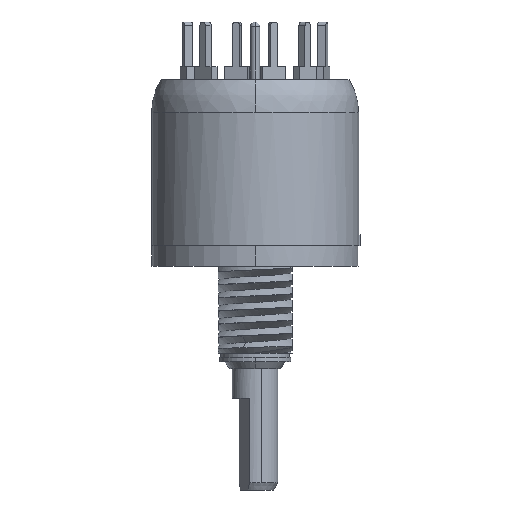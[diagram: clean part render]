
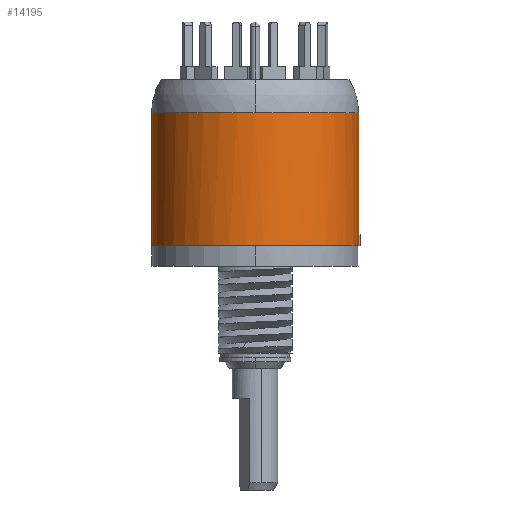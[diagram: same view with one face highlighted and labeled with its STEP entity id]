
A CAD part, front view. The second image highlights one B-rep face of the part: STEP entity #14195.
In plain terms, the highlighted cylindrical face has radius 7.163 mm (diameter 14.326 mm), a partial arc.
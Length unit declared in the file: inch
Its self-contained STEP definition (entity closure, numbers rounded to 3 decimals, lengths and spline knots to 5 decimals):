
#2237=CARTESIAN_POINT('',(0.,0.,0.325));
#2238=DIRECTION('',(0.,0.,-1.));
#2239=DIRECTION('',(0.,-1.,0.));
#2240=AXIS2_PLACEMENT_3D('',#2237,#2238,#2239);
#2242=CARTESIAN_POINT('',(0.,0.,0.325));
#2243=DIRECTION('',(0.,0.,-1.));
#2244=DIRECTION('',(1.,0.,0.));
#2245=AXIS2_PLACEMENT_3D('',#2242,#2243,#2244);
#2247=DIRECTION('',(0.,0.,-1.));
#2248=VECTOR('',#2247,0.03);
#2249=CARTESIAN_POINT('',(0.282,0.,-0.008));
#2250=LINE('',#2249,#2248);
#2251=CARTESIAN_POINT('',(0.,0.,-0.038));
#2252=DIRECTION('',(0.,0.,-1.));
#2253=DIRECTION('',(1.,0.,0.));
#2254=AXIS2_PLACEMENT_3D('',#2251,#2252,#2253);
#2271=DIRECTION('',(0.,0.,-1.));
#2272=VECTOR('',#2271,0.363);
#2273=CARTESIAN_POINT('',(-0.282,0.,0.325));
#2274=LINE('',#2273,#2272);
#2285=DIRECTION('',(0.,0.,-1.));
#2286=VECTOR('',#2285,0.333);
#2287=CARTESIAN_POINT('',(0.282,0.,0.325));
#2288=LINE('',#2287,#2286);
#12054=CARTESIAN_POINT('',(0.282,0.,-0.008));
#12056=VERTEX_POINT('',#12054);
#12065=CARTESIAN_POINT('',(0.282,0.,-0.038));
#12066=CARTESIAN_POINT('',(-0.282,0.,-0.038));
#12067=VERTEX_POINT('',#12065);
#12068=VERTEX_POINT('',#12066);
#12089=CARTESIAN_POINT('',(0.,-0.282,0.325));
#12090=CARTESIAN_POINT('',(-0.282,0.,0.325));
#12091=VERTEX_POINT('',#12089);
#12092=VERTEX_POINT('',#12090);
#12093=CARTESIAN_POINT('',(0.282,0.,0.325));
#12094=VERTEX_POINT('',#12093);
#14177=CARTESIAN_POINT('',(0.,0.,0.45225));
#14178=DIRECTION('',(0.,0.,-1.));
#14179=DIRECTION('',(1.,0.,0.));
#14180=AXIS2_PLACEMENT_3D('',#14177,#14178,#14179);
#14181=CYLINDRICAL_SURFACE('',#14180,0.282);
#14182=ORIENTED_EDGE('',*,*,#14165,.F.);
#14184=ORIENTED_EDGE('',*,*,#14183,.F.);
#14186=ORIENTED_EDGE('',*,*,#14185,.T.);
#14188=ORIENTED_EDGE('',*,*,#14187,.T.);
#14190=ORIENTED_EDGE('',*,*,#14189,.T.);
#14192=ORIENTED_EDGE('',*,*,#14191,.F.);
#14193=EDGE_LOOP('',(#14182,#14184,#14186,#14188,#14190,#14192));
#14194=FACE_OUTER_BOUND('',#14193,.F.);
#14195=ADVANCED_FACE('',(#14194),#14181,.T.);
#2241=CIRCLE('',#2240,0.282);
#2246=CIRCLE('',#2245,0.282);
#2255=CIRCLE('',#2254,0.282);
#14165=EDGE_CURVE('',#12091,#12092,#2241,.T.);
#14183=EDGE_CURVE('',#12094,#12091,#2246,.T.);
#14185=EDGE_CURVE('',#12094,#12056,#2288,.T.);
#14187=EDGE_CURVE('',#12056,#12067,#2250,.T.);
#14189=EDGE_CURVE('',#12067,#12068,#2255,.T.);
#14191=EDGE_CURVE('',#12092,#12068,#2274,.T.);
